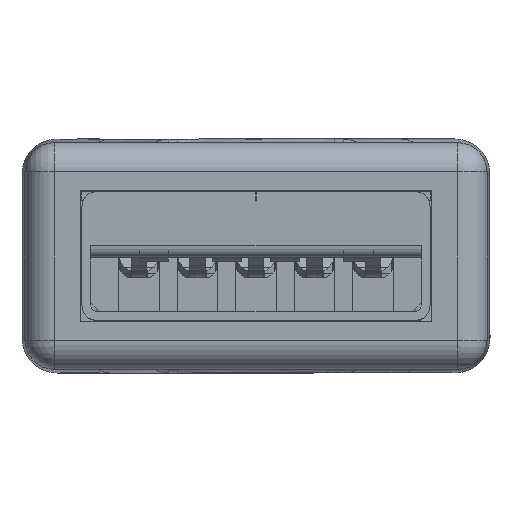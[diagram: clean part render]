
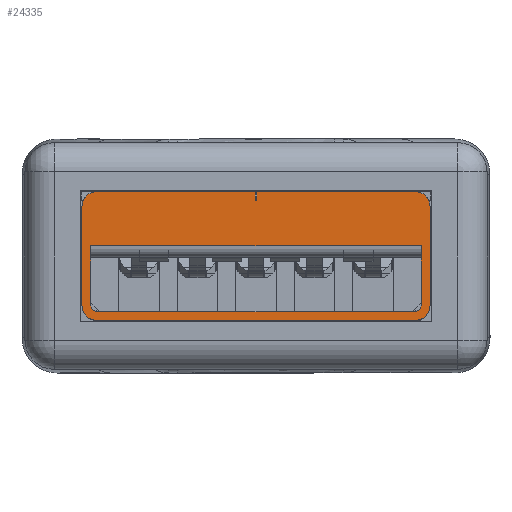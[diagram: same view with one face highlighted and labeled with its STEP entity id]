
A CAD part, left-side view. The second image highlights one B-rep face of the part: STEP entity #24335.
In plain terms, the highlighted planar face has unit normal (-1, 0, 0).
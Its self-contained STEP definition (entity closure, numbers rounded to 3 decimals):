
#681=CIRCLE('',#25477,0.2);
#682=CIRCLE('',#25478,0.2);
#683=CIRCLE('',#25479,0.5);
#684=CIRCLE('',#25480,0.5);
#685=CIRCLE('',#25481,0.5);
#686=CIRCLE('',#25482,0.5);
#3019=ORIENTED_EDGE('',*,*,#7366,.F.);
#3020=ORIENTED_EDGE('',*,*,#7367,.T.);
#3021=ORIENTED_EDGE('',*,*,#7368,.F.);
#3022=ORIENTED_EDGE('',*,*,#7369,.F.);
#3023=ORIENTED_EDGE('',*,*,#7370,.F.);
#3024=ORIENTED_EDGE('',*,*,#7371,.F.);
#3025=ORIENTED_EDGE('',*,*,#7372,.T.);
#3026=ORIENTED_EDGE('',*,*,#7363,.T.);
#3027=ORIENTED_EDGE('',*,*,#7373,.F.);
#3028=ORIENTED_EDGE('',*,*,#7374,.F.);
#3029=ORIENTED_EDGE('',*,*,#7375,.F.);
#3030=ORIENTED_EDGE('',*,*,#7376,.F.);
#3031=ORIENTED_EDGE('',*,*,#7377,.F.);
#3032=ORIENTED_EDGE('',*,*,#7378,.F.);
#3033=ORIENTED_EDGE('',*,*,#7379,.F.);
#3034=ORIENTED_EDGE('',*,*,#7380,.F.);
#3035=ORIENTED_EDGE('',*,*,#7381,.F.);
#3036=ORIENTED_EDGE('',*,*,#7382,.F.);
#7363=EDGE_CURVE('',#9641,#9639,#11463,.T.);
#7366=EDGE_CURVE('',#9643,#9644,#11466,.T.);
#7367=EDGE_CURVE('',#9643,#9645,#11467,.T.);
#7368=EDGE_CURVE('',#9646,#9645,#11468,.T.);
#7369=EDGE_CURVE('',#9647,#9646,#681,.T.);
#7370=EDGE_CURVE('',#9648,#9647,#11469,.T.);
#7371=EDGE_CURVE('',#9644,#9648,#682,.T.);
#7372=EDGE_CURVE('',#9649,#9641,#11470,.T.);
#7373=EDGE_CURVE('',#9650,#9639,#11471,.T.);
#7374=EDGE_CURVE('',#9651,#9650,#11472,.T.);
#7375=EDGE_CURVE('',#9652,#9651,#683,.T.);
#7376=EDGE_CURVE('',#9653,#9652,#11473,.T.);
#7377=EDGE_CURVE('',#9654,#9653,#684,.T.);
#7378=EDGE_CURVE('',#9655,#9654,#11474,.T.);
#7379=EDGE_CURVE('',#9656,#9655,#685,.T.);
#7380=EDGE_CURVE('',#9657,#9656,#11475,.T.);
#7381=EDGE_CURVE('',#9658,#9657,#686,.T.);
#7382=EDGE_CURVE('',#9649,#9658,#11476,.T.);
#9639=VERTEX_POINT('',#34299);
#9641=VERTEX_POINT('',#34302);
#9643=VERTEX_POINT('',#34308);
#9644=VERTEX_POINT('',#34309);
#9645=VERTEX_POINT('',#34311);
#9646=VERTEX_POINT('',#34313);
#9647=VERTEX_POINT('',#34315);
#9648=VERTEX_POINT('',#34317);
#9649=VERTEX_POINT('',#34320);
#9650=VERTEX_POINT('',#34322);
#9651=VERTEX_POINT('',#34324);
#9652=VERTEX_POINT('',#34326);
#9653=VERTEX_POINT('',#34328);
#9654=VERTEX_POINT('',#34330);
#9655=VERTEX_POINT('',#34332);
#9656=VERTEX_POINT('',#34334);
#9657=VERTEX_POINT('',#34336);
#9658=VERTEX_POINT('',#34338);
#11463=LINE('',#34301,#13392);
#11466=LINE('',#34307,#13395);
#11467=LINE('',#34310,#13396);
#11468=LINE('',#34312,#13397);
#11469=LINE('',#34316,#13398);
#11470=LINE('',#34319,#13399);
#11471=LINE('',#34321,#13400);
#11472=LINE('',#34323,#13401);
#11473=LINE('',#34327,#13402);
#11474=LINE('',#34331,#13403);
#11475=LINE('',#34335,#13404);
#11476=LINE('',#34339,#13405);
#13392=VECTOR('',#28392,1000.);
#13395=VECTOR('',#28397,1000.);
#13396=VECTOR('',#28398,1000.);
#13397=VECTOR('',#28399,1000.);
#13398=VECTOR('',#28402,1000.);
#13399=VECTOR('',#28405,1000.);
#13400=VECTOR('',#28406,1000.);
#13401=VECTOR('',#28407,1000.);
#13402=VECTOR('',#28410,1000.);
#13403=VECTOR('',#28413,1000.);
#13404=VECTOR('',#28416,1000.);
#13405=VECTOR('',#28419,1000.);
#14844=EDGE_LOOP('',(#3019,#3020,#3021,#3022,#3023,#3024));
#14845=EDGE_LOOP('',(#3025,#3026,#3027,#3028,#3029,#3030,#3031,#3032,#3033,
#3034,#3035,#3036));
#15878=FACE_BOUND('',#14844,.T.);
#15879=FACE_BOUND('',#14845,.T.);
#16795=PLANE('',#25476);
#24335=ADVANCED_FACE('',(#15878,#15879),#16795,.T.);
#25476=AXIS2_PLACEMENT_3D('',#34306,#28395,#28396);
#25477=AXIS2_PLACEMENT_3D('',#34314,#28400,#28401);
#25478=AXIS2_PLACEMENT_3D('',#34318,#28403,#28404);
#25479=AXIS2_PLACEMENT_3D('',#34325,#28408,#28409);
#25480=AXIS2_PLACEMENT_3D('',#34329,#28411,#28412);
#25481=AXIS2_PLACEMENT_3D('',#34333,#28414,#28415);
#25482=AXIS2_PLACEMENT_3D('',#34337,#28417,#28418);
#28392=DIRECTION('',(0.,1.,0.));
#28395=DIRECTION('',(-1.,0.,0.));
#28396=DIRECTION('',(0.,0.,1.));
#28397=DIRECTION('',(0.,0.,-1.));
#28398=DIRECTION('',(0.,-1.,0.));
#28399=DIRECTION('',(0.,0.,1.));
#28400=DIRECTION('',(-1.,0.,0.));
#28401=DIRECTION('',(0.,0.,1.));
#28402=DIRECTION('',(0.,-1.,0.));
#28403=DIRECTION('',(-1.,0.,0.));
#28404=DIRECTION('',(0.,0.,1.));
#28405=DIRECTION('',(0.,0.,-1.));
#28406=DIRECTION('',(0.,0.,-1.));
#28407=DIRECTION('',(0.,-1.,0.));
#28408=DIRECTION('',(1.,0.,0.));
#28409=DIRECTION('',(0.,1.,0.));
#28410=DIRECTION('',(0.,0.,1.));
#28411=DIRECTION('',(1.,0.,0.));
#28412=DIRECTION('',(0.,-1.,0.));
#28413=DIRECTION('',(0.,1.,0.));
#28414=DIRECTION('',(1.,0.,0.));
#28415=DIRECTION('',(0.,1.,0.));
#28416=DIRECTION('',(0.,0.,-1.));
#28417=DIRECTION('',(1.,0.,0.));
#28418=DIRECTION('',(0.,1.,0.));
#28419=DIRECTION('',(0.,-1.,0.));
#34299=CARTESIAN_POINT('',(-198.188,2.689,7.492));
#34301=CARTESIAN_POINT('',(-198.188,-2.986,7.492));
#34302=CARTESIAN_POINT('',(-198.188,2.639,7.492));
#34306=CARTESIAN_POINT('',(-198.188,2.664,5.592));
#34307=CARTESIAN_POINT('',(-198.188,8.314,3.892));
#34308=CARTESIAN_POINT('',(-198.188,8.314,5.942));
#34309=CARTESIAN_POINT('',(-198.188,8.314,3.892));
#34310=CARTESIAN_POINT('',(-198.188,-2.986,5.942));
#34311=CARTESIAN_POINT('',(-198.188,-2.986,5.942));
#34312=CARTESIAN_POINT('',(-198.188,-2.986,7.292));
#34313=CARTESIAN_POINT('',(-198.188,-2.986,3.892));
#34314=CARTESIAN_POINT('',(-198.188,-2.786,3.892));
#34315=CARTESIAN_POINT('',(-198.188,-2.786,3.692));
#34316=CARTESIAN_POINT('',(-198.188,-2.786,3.692));
#34317=CARTESIAN_POINT('',(-198.188,8.114,3.692));
#34318=CARTESIAN_POINT('',(-198.188,8.114,3.892));
#34319=CARTESIAN_POINT('',(-198.188,2.639,7.792));
#34320=CARTESIAN_POINT('',(-198.188,2.639,7.792));
#34321=CARTESIAN_POINT('',(-198.188,2.689,7.792));
#34322=CARTESIAN_POINT('',(-198.188,2.689,7.792));
#34323=CARTESIAN_POINT('',(-198.188,8.114,7.792));
#34324=CARTESIAN_POINT('',(-198.188,8.114,7.792));
#34325=CARTESIAN_POINT('',(-198.188,8.114,7.292));
#34326=CARTESIAN_POINT('',(-198.188,8.614,7.292));
#34327=CARTESIAN_POINT('',(-198.188,8.614,3.892));
#34328=CARTESIAN_POINT('',(-198.188,8.614,3.892));
#34329=CARTESIAN_POINT('',(-198.188,8.114,3.892));
#34330=CARTESIAN_POINT('',(-198.188,8.114,3.392));
#34331=CARTESIAN_POINT('',(-198.188,-2.786,3.392));
#34332=CARTESIAN_POINT('',(-198.188,-2.786,3.392));
#34333=CARTESIAN_POINT('',(-198.188,-2.786,3.892));
#34334=CARTESIAN_POINT('',(-198.188,-3.286,3.892));
#34335=CARTESIAN_POINT('',(-198.188,-3.286,7.292));
#34336=CARTESIAN_POINT('',(-198.188,-3.286,7.292));
#34337=CARTESIAN_POINT('',(-198.188,-2.786,7.292));
#34338=CARTESIAN_POINT('',(-198.188,-2.786,7.792));
#34339=CARTESIAN_POINT('',(-198.188,2.639,7.792));
